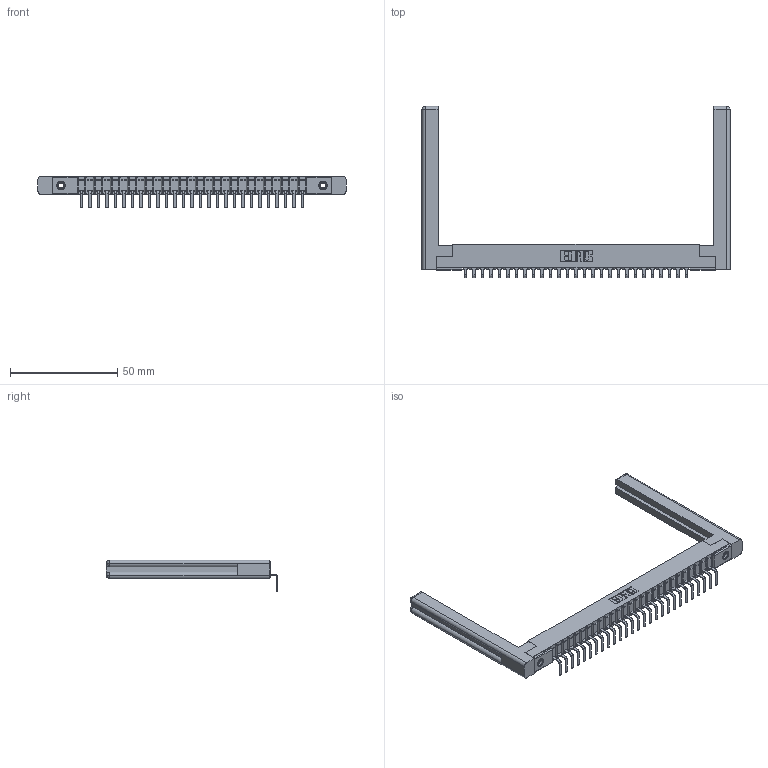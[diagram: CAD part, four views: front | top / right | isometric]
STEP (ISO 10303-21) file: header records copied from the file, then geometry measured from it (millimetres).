
FILE_DESCRIPTION (( 'STEP AP203' ), '1' );
FILE_NAME ('307-027-559-158.STEP', '2019-09-04T16:37:20', ( '' ), ( '' ), 'SwSTEP 2.0', 'SolidWorks 2016', '' );
FILE_SCHEMA (( 'CONFIG_CONTROL_DESIGN' ));
Length unit declared in the file: inch
Products named in the file (5): 307 Part_.156 Dia Mounting Holes; 307-290-001_558 559 - 1 (Single); 345-250-001_345-250-001-102; 307-220-058; 307-027-559-158
Assembly tree (32 placements, depth 2):
  307-027-559-158
    307 Part_.156 Dia Mounting Holes
    307-290-001_558 559 - 1 (Single)  x27
    307-220-058  x2
    345-250-001_345-250-001-102  x2
Bounding box: 143.61 x 79.77 x 14.81 mm (x, y, z)
Volume: 16805.2 mm3; surface area: 19796.9 mm2
Topology: 32 solids, 32 shells, 1908 faces, 5375 edges, 3458 vertices
Faces by surface type: plane 1207, cylinder 621, sphere 56, torus 12, cone 12
Entity records: 27733 total; most frequent: CARTESIAN_POINT 4675, ORIENTED_EDGE 4600, DIRECTION 4516, EDGE_CURVE 2300, LINE 1754, VECTOR 1754, VERTEX_POINT 1486, AXIS2_PLACEMENT_3D 1381
